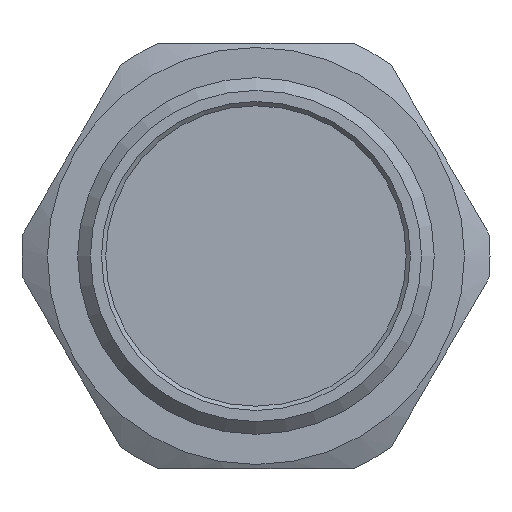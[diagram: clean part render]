
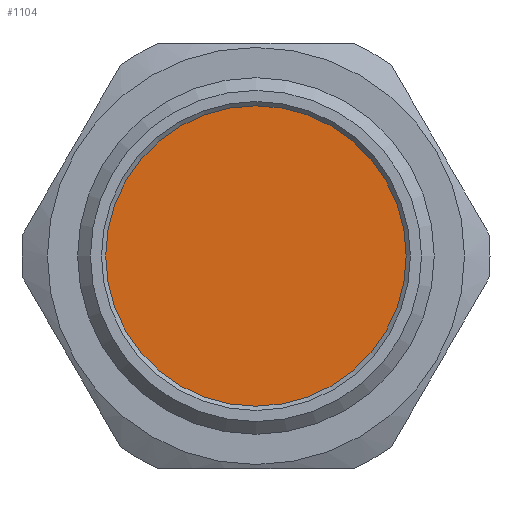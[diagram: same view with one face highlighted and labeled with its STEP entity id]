
A CAD part, front view. The second image highlights one B-rep face of the part: STEP entity #1104.
In plain terms, the highlighted planar face has unit normal (0, -1, 0).
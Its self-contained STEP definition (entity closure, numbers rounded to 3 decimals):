
#237=FACE_OUTER_BOUND('',#308,.T.);
#308=EDGE_LOOP('',(#720));
#385=CIRCLE('',#1201,17.65);
#435=VERTEX_POINT('',#1626);
#547=EDGE_CURVE('',#435,#435,#385,.T.);
#720=ORIENTED_EDGE('',*,*,#547,.T.);
#1065=PLANE('',#1200);
#1104=ADVANCED_FACE('',(#237),#1065,.F.);
#1200=AXIS2_PLACEMENT_3D('',#1625,#1327,#1328);
#1201=AXIS2_PLACEMENT_3D('',#1627,#1329,#1330);
#1327=DIRECTION('center_axis',(0.,1.,0.));
#1328=DIRECTION('ref_axis',(0.,0.,1.));
#1329=DIRECTION('center_axis',(0.,-1.,0.));
#1330=DIRECTION('ref_axis',(-1.,0.,0.));
#1625=CARTESIAN_POINT('Origin',(0.,17.,
0.));
#1626=CARTESIAN_POINT('',(17.65,17.,0.));
#1627=CARTESIAN_POINT('Origin',(0.,17.,
0.));
